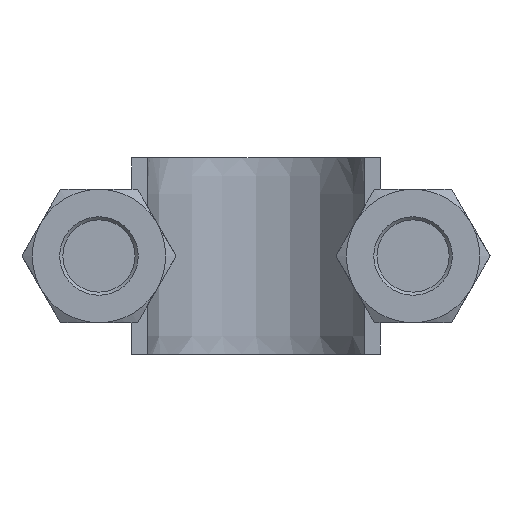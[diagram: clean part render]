
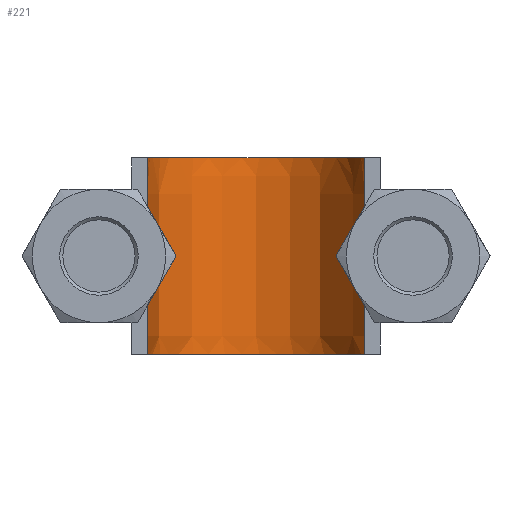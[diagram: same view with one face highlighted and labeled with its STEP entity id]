
A CAD part, front view. The second image highlights one B-rep face of the part: STEP entity #221.
In plain terms, the highlighted face is a extrusion surface.
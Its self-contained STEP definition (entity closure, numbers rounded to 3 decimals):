
#221 = ADVANCED_FACE( '', ( #285 ), #286, .T. );
#285 = FACE_OUTER_BOUND( '', #424, .T. );
#286 = SURFACE_OF_LINEAR_EXTRUSION( '', #425, #426 );
#424 = EDGE_LOOP( '', ( #1292, #1293, #1294, #1295 ) );
#425 = B_SPLINE_CURVE_WITH_KNOTS( '', 3, ( #1296, #1297, #1298, #1299, #1300, #1301, #1302, #1303, #1304, #1305, #1306, #1307, #1308, #1309, #1310, #1311, #1312, #1313 ), .UNSPECIFIED., .F., .F., ( 4, 3, 1, 1, 1, 1, 1, 1, 1, 1, 3, 4 ), ( 0.264, 1., 1.5, 1.75, 2., 3., 4., 5., 5.25, 5.5, 6., 6.736 ), .UNSPECIFIED. );
#426 = VECTOR( '', #1314, 1000. );
#1292 = ORIENTED_EDGE( '', *, *, #1736, .F. );
#1293 = ORIENTED_EDGE( '', *, *, #1742, .T. );
#1294 = ORIENTED_EDGE( '', *, *, #1743, .T. );
#1295 = ORIENTED_EDGE( '', *, *, #1739, .F. );
#1296 = CARTESIAN_POINT( '', ( -13.85, 73.3, -59.09 ) );
#1297 = CARTESIAN_POINT( '', ( -13.85, 77.25, -59.09 ) );
#1298 = CARTESIAN_POINT( '', ( -13.85, 81.2, -59.09 ) );
#1299 = CARTESIAN_POINT( '', ( -13.85, 85.15, -59.09 ) );
#1300 = CARTESIAN_POINT( '', ( -13.85, 86.576, -59.09 ) );
#1301 = CARTESIAN_POINT( '', ( -13.499, 88.765, -59.09 ) );
#1302 = CARTESIAN_POINT( '', ( -12.376, 91.481, -59.09 ) );
#1303 = CARTESIAN_POINT( '', ( -10.131, 95.167, -59.09 ) );
#1304 = CARTESIAN_POINT( '', ( -4.564, 99.224, -59.09 ) );
#1305 = CARTESIAN_POINT( '', ( 4.564, 99.224, -59.09 ) );
#1306 = CARTESIAN_POINT( '', ( 10.131, 95.167, -59.09 ) );
#1307 = CARTESIAN_POINT( '', ( 12.376, 91.481, -59.09 ) );
#1308 = CARTESIAN_POINT( '', ( 13.499, 88.765, -59.09 ) );
#1309 = CARTESIAN_POINT( '', ( 13.85, 86.576, -59.09 ) );
#1310 = CARTESIAN_POINT( '', ( 13.85, 85.15, -59.09 ) );
#1311 = CARTESIAN_POINT( '', ( 13.85, 81.2, -59.09 ) );
#1312 = CARTESIAN_POINT( '', ( 13.85, 77.25, -59.09 ) );
#1313 = CARTESIAN_POINT( '', ( 13.85, 73.3, -59.09 ) );
#1314 = DIRECTION( '', ( 0., 0., 1. ) );
#1736 = EDGE_CURVE( '', #1860, #1862, #1863, .T. );
#1739 = EDGE_CURVE( '', #1862, #1867, #1868, .T. );
#1742 = EDGE_CURVE( '', #1860, #1872, #1873, .T. );
#1743 = EDGE_CURVE( '', #1872, #1867, #1874, .T. );
#1860 = VERTEX_POINT( '', #2068 );
#1862 = VERTEX_POINT( '', #2071 );
#1863 = LINE( '', #2072, #2073 );
#1867 = VERTEX_POINT( '', #2108 );
#1868 = B_SPLINE_CURVE_WITH_KNOTS( '', 3, ( #2109, #2110, #2111, #2112, #2113, #2114, #2115, #2116, #2117, #2118, #2119, #2120, #2121, #2122, #2123, #2124, #2125, #2126 ), .UNSPECIFIED., .F., .F., ( 4, 3, 1, 1, 1, 1, 1, 1, 1, 1, 3, 4 ), ( 0.264, 1., 1.5, 1.75, 2., 3., 4., 5., 5.25, 5.5, 6., 6.736 ), .UNSPECIFIED. );
#1872 = VERTEX_POINT( '', #2148 );
#1873 = B_SPLINE_CURVE_WITH_KNOTS( '', 3, ( #2149, #2150, #2151, #2152, #2153, #2154, #2155, #2156, #2157, #2158, #2159, #2160, #2161, #2162, #2163, #2164, #2165, #2166 ), .UNSPECIFIED., .F., .F., ( 4, 3, 1, 1, 1, 1, 1, 1, 1, 1, 3, 4 ), ( 0.264, 1., 1.5, 1.75, 2., 3., 4., 5., 5.25, 5.5, 6., 6.736 ), .UNSPECIFIED. );
#1874 = LINE( '', #2167, #2168 );
#2068 = CARTESIAN_POINT( '', ( -13.85, 73.3, -12.5 ) );
#2071 = CARTESIAN_POINT( '', ( -13.85, 73.3, 12.5 ) );
#2072 = CARTESIAN_POINT( '', ( -13.85, 73.3, -59.09 ) );
#2073 = VECTOR( '', #2602, 1000. );
#2108 = CARTESIAN_POINT( '', ( 13.85, 73.3, 12.5 ) );
#2109 = CARTESIAN_POINT( '', ( -13.85, 73.3, 12.5 ) );
#2110 = CARTESIAN_POINT( '', ( -13.85, 77.25, 12.5 ) );
#2111 = CARTESIAN_POINT( '', ( -13.85, 81.2, 12.5 ) );
#2112 = CARTESIAN_POINT( '', ( -13.85, 85.15, 12.5 ) );
#2113 = CARTESIAN_POINT( '', ( -13.85, 86.576, 12.5 ) );
#2114 = CARTESIAN_POINT( '', ( -13.499, 88.765, 12.5 ) );
#2115 = CARTESIAN_POINT( '', ( -12.376, 91.481, 12.5 ) );
#2116 = CARTESIAN_POINT( '', ( -10.131, 95.167, 12.5 ) );
#2117 = CARTESIAN_POINT( '', ( -4.564, 99.224, 12.5 ) );
#2118 = CARTESIAN_POINT( '', ( 4.564, 99.224, 12.5 ) );
#2119 = CARTESIAN_POINT( '', ( 10.131, 95.167, 12.5 ) );
#2120 = CARTESIAN_POINT( '', ( 12.376, 91.481, 12.5 ) );
#2121 = CARTESIAN_POINT( '', ( 13.499, 88.765, 12.5 ) );
#2122 = CARTESIAN_POINT( '', ( 13.85, 86.576, 12.5 ) );
#2123 = CARTESIAN_POINT( '', ( 13.85, 85.15, 12.5 ) );
#2124 = CARTESIAN_POINT( '', ( 13.85, 81.2, 12.5 ) );
#2125 = CARTESIAN_POINT( '', ( 13.85, 77.25, 12.5 ) );
#2126 = CARTESIAN_POINT( '', ( 13.85, 73.3, 12.5 ) );
#2148 = CARTESIAN_POINT( '', ( 13.85, 73.3, -12.5 ) );
#2149 = CARTESIAN_POINT( '', ( -13.85, 73.3, -12.5 ) );
#2150 = CARTESIAN_POINT( '', ( -13.85, 77.25, -12.5 ) );
#2151 = CARTESIAN_POINT( '', ( -13.85, 81.2, -12.5 ) );
#2152 = CARTESIAN_POINT( '', ( -13.85, 85.15, -12.5 ) );
#2153 = CARTESIAN_POINT( '', ( -13.85, 86.576, -12.5 ) );
#2154 = CARTESIAN_POINT( '', ( -13.499, 88.765, -12.5 ) );
#2155 = CARTESIAN_POINT( '', ( -12.376, 91.481, -12.5 ) );
#2156 = CARTESIAN_POINT( '', ( -10.131, 95.167, -12.5 ) );
#2157 = CARTESIAN_POINT( '', ( -4.564, 99.224, -12.5 ) );
#2158 = CARTESIAN_POINT( '', ( 4.564, 99.224, -12.5 ) );
#2159 = CARTESIAN_POINT( '', ( 10.131, 95.167, -12.5 ) );
#2160 = CARTESIAN_POINT( '', ( 12.376, 91.481, -12.5 ) );
#2161 = CARTESIAN_POINT( '', ( 13.499, 88.765, -12.5 ) );
#2162 = CARTESIAN_POINT( '', ( 13.85, 86.576, -12.5 ) );
#2163 = CARTESIAN_POINT( '', ( 13.85, 85.15, -12.5 ) );
#2164 = CARTESIAN_POINT( '', ( 13.85, 81.2, -12.5 ) );
#2165 = CARTESIAN_POINT( '', ( 13.85, 77.25, -12.5 ) );
#2166 = CARTESIAN_POINT( '', ( 13.85, 73.3, -12.5 ) );
#2167 = CARTESIAN_POINT( '', ( 13.85, 73.3, -59.09 ) );
#2168 = VECTOR( '', #2605, 1000. );
#2602 = DIRECTION( '', ( 0., 0., 1. ) );
#2605 = DIRECTION( '', ( 0., 0., 1. ) );
